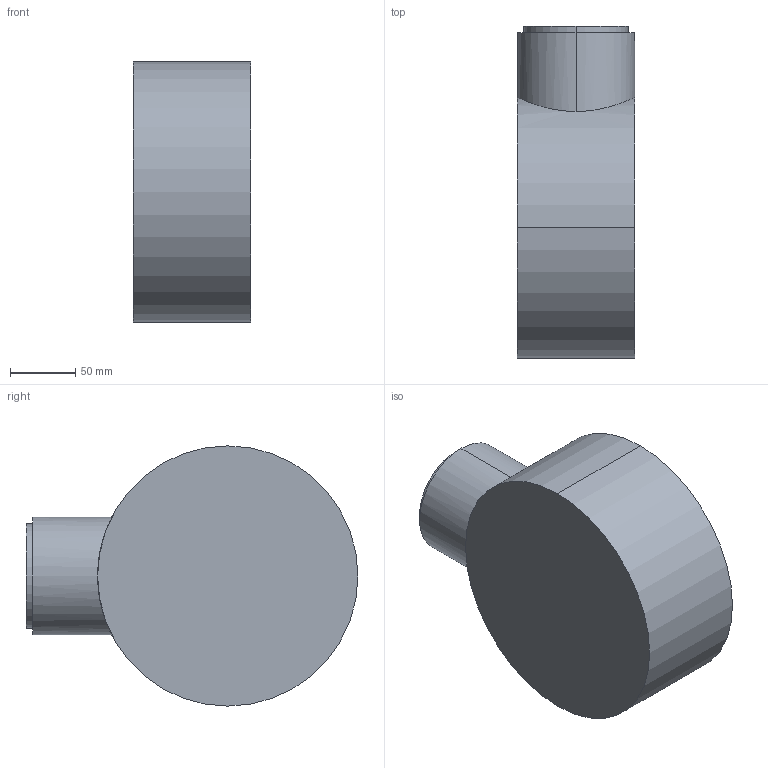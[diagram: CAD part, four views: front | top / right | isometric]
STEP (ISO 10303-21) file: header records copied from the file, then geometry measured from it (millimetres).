
FILE_DESCRIPTION (( 'STEP AP203' ), '1' );
FILE_NAME ('EA_Link5_Default_sldprt.STEP', '2024-02-10T19:29:18', ( '' ), ( '' ), 'SwSTEP 2.0', 'SolidWorks 2023', '' );
FILE_SCHEMA (( 'CONFIG_CONTROL_DESIGN' ));
Length unit declared in the file: millimetre
Products named in the file (1): EA_Link5_Default_sldprt
Bounding box: 90 x 255 x 200 mm (x, y, z)
Volume: 3187190.3 mm3; surface area: 136090.4 mm2
Topology: 1 solids, 1 shells, 11 faces, 22 edges, 14 vertices
Faces by surface type: cylinder 7, plane 4
Entity records: 497 total; most frequent: CARTESIAN_POINT 184, DIRECTION 54, ORIENTED_EDGE 44, AXIS2_PLACEMENT_3D 24, EDGE_CURVE 22, VERTEX_POINT 14, EDGE_LOOP 12, CIRCLE 12
